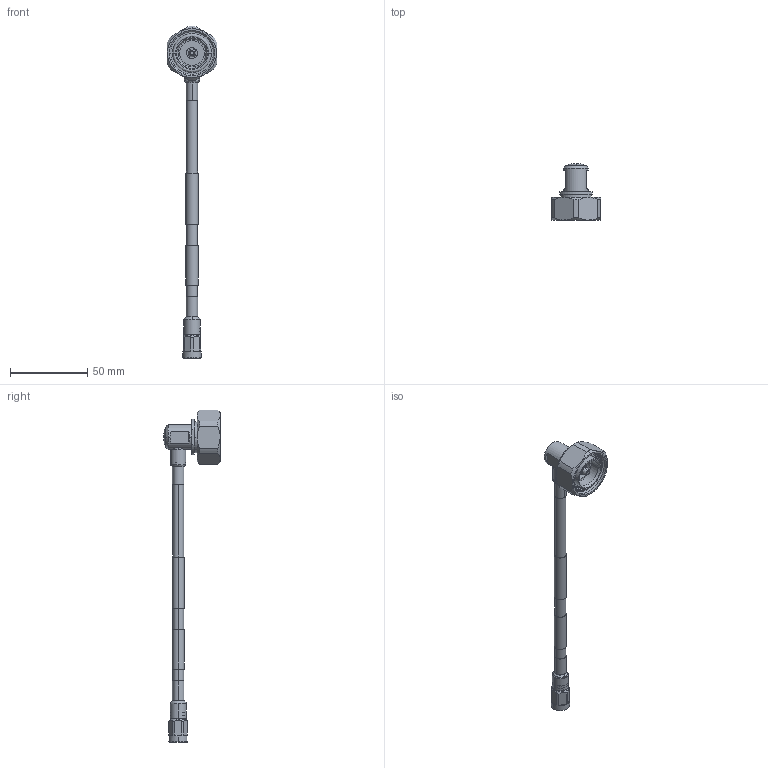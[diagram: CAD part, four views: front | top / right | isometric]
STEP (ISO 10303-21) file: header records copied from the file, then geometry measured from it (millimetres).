
FILE_DESCRIPTION (( 'STEP AP214' ), '1' );
FILE_NAME ('LCCA31040.step', '2022-10-04T19:18:39', ( '' ), ( '' ), 'SwSTEP 2.0', 'SolidWorks 2021', '' );
FILE_SCHEMA (( 'AUTOMOTIVE_DESIGN' ));
Length unit declared in the file: inch
Products named in the file (4): SPP-250-LLPL ^LCCA31040_SPP-250-LLPL; LCCA31040; TC-250-NX10M-LP^LCCA31040_Heat Shrink; TC-250-716M-RA-LP-LC^LCCA31040
Assembly tree (3 placements, depth 2):
  LCCA31040
    SPP-250-LLPL ^LCCA31040_SPP-250-LLPL
    TC-250-716M-RA-LP-LC^LCCA31040
    TC-250-NX10M-LP^LCCA31040_Heat Shrink
Bounding box: 32 x 36.79 x 214.51 mm (x, y, z)
Volume: 20393.2 mm3; surface area: 15297 mm2
Topology: 6 solids, 6 shells, 303 faces, 662 edges, 402 vertices
Faces by surface type: cylinder 130, cone 80, plane 73, bspline 16, sphere 4
Entity records: 9774 total; most frequent: CARTESIAN_POINT 2774, DIRECTION 1516, ORIENTED_EDGE 1324, EDGE_CURVE 662, AXIS2_PLACEMENT_3D 631, VERTEX_POINT 402, EDGE_LOOP 344, CIRCLE 338
